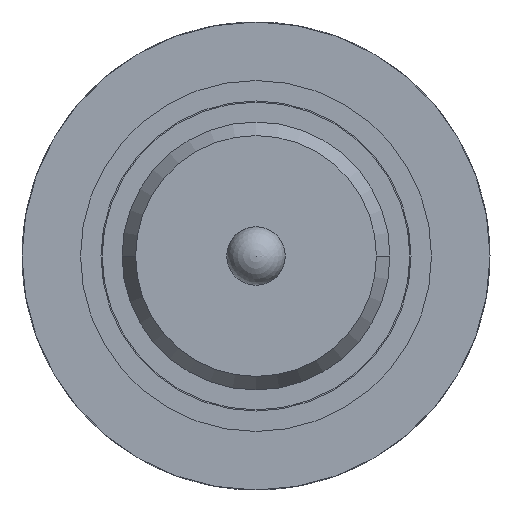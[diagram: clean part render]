
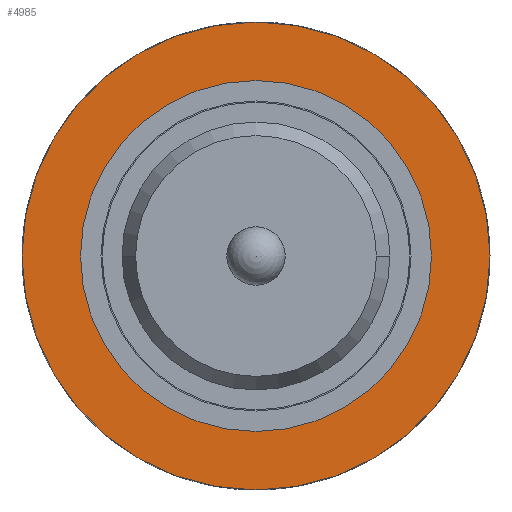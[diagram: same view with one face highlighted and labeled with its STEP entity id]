
A CAD part, front view. The second image highlights one B-rep face of the part: STEP entity #4985.
In plain terms, the highlighted planar face has unit normal (0, -1, 0).
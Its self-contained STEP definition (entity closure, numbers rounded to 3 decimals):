
#13 = DIRECTION ( 'NONE',  ( -1., 0., 0. ) ) ;
#285 = ORIENTED_EDGE ( 'NONE', *, *, #4333, .F. ) ;
#417 = DIRECTION ( 'NONE',  ( -1., 0., 0. ) ) ;
#453 = DIRECTION ( 'NONE',  ( 0., 1., 0. ) ) ;
#589 = FACE_OUTER_BOUND ( 'NONE', #1587, .T. ) ;
#737 = EDGE_CURVE ( 'Defeature ausgef�hrt1_58+Defeature ausgef�hrt1_59+Defeature ausgef�hrt1_59+Defeature ausgef�hrt1_59', #6220, #6155, #5173, .T. ) ;
#835 = DIRECTION ( 'NONE',  ( -1., 0., 0. ) ) ;
#958 = DIRECTION ( 'NONE',  ( 0., 1., 0. ) ) ;
#1060 = ORIENTED_EDGE ( 'NONE', *, *, #737, .T. ) ;
#1518 = AXIS2_PLACEMENT_3D ( 'NONE', #1858, #2287, #417 ) ;
#1561 = CARTESIAN_POINT ( 'NONE',  ( -0.9, 47., 0. ) ) ;
#1582 = VERTEX_POINT ( 'NONE', #3971 ) ;
#1587 = EDGE_LOOP ( 'NONE', ( #4661, #285 ) ) ;
#1858 = CARTESIAN_POINT ( 'NONE',  ( 2., 47., 0. ) ) ;
#2225 = CARTESIAN_POINT ( 'NONE',  ( 0.9, 47., 0. ) ) ;
#2281 = DIRECTION ( 'NONE',  ( 0., 1., 0. ) ) ;
#2287 = DIRECTION ( 'NONE',  ( 0., 1., 0. ) ) ;
#2367 = DIRECTION ( 'NONE',  ( -1., 0., 0. ) ) ;
#2490 = CARTESIAN_POINT ( 'NONE',  ( 2., 47., 0. ) ) ;
#2795 = AXIS2_PLACEMENT_3D ( 'NONE', #5307, #453, #13 ) ;
#3389 = VERTEX_POINT ( 'NONE', #2490 ) ;
#3455 = CIRCLE ( 'NONE', #3962, 2. ) ;
#3606 = ORIENTED_EDGE ( 'NONE', *, *, #4807, .T. ) ;
#3759 = CARTESIAN_POINT ( 'NONE',  ( 0., 47., 0. ) ) ;
#3857 = CARTESIAN_POINT ( 'NONE',  ( 0., 47., 0. ) ) ;
#3958 = EDGE_LOOP ( 'NONE', ( #1060, #3606 ) ) ;
#3962 = AXIS2_PLACEMENT_3D ( 'NONE', #3759, #2281, #835 ) ;
#3971 = CARTESIAN_POINT ( 'NONE',  ( -2., 47., 0. ) ) ;
#4154 = CIRCLE ( 'NONE', #2795, 0.9 ) ;
#4267 = AXIS2_PLACEMENT_3D ( 'NONE', #5739, #4304, #2367 ) ;
#4294 = PLANE ( 'NONE',  #1518 ) ;
#4304 = DIRECTION ( 'NONE',  ( 0., 1., 0. ) ) ;
#4333 = EDGE_CURVE ( 'Defeature ausgef�hrt1_57+Defeature ausgef�hrt1_58+Defeature ausgef�hrt1_58+Defeature ausgef�hrt1_58', #3389, #1582, #4354, .T. ) ;
#4354 = CIRCLE ( 'NONE', #5379, 2. ) ;
#4661 = ORIENTED_EDGE ( 'NONE', *, *, #4722, .F. ) ;
#4722 = EDGE_CURVE ( 'Defeature ausgef�hrt1_57+Defeature ausgef�hrt1_58+Defeature ausgef�hrt1_58+Defeature ausgef�hrt1_58', #1582, #3389, #3455, .T. ) ;
#4807 = EDGE_CURVE ( 'Defeature ausgef�hrt1_58+Defeature ausgef�hrt1_59+Defeature ausgef�hrt1_59+Defeature ausgef�hrt1_59', #6155, #6220, #4154, .T. ) ;
#4849 = DIRECTION ( 'NONE',  ( -1., 0., 0. ) ) ;
#4985 = ADVANCED_FACE ( 'Defeature ausgef�hrt1_58', ( #589, #5953 ), #4294, .F. ) ;
#5173 = CIRCLE ( 'NONE', #4267, 0.9 ) ;
#5307 = CARTESIAN_POINT ( 'NONE',  ( 0., 47., 0. ) ) ;
#5379 = AXIS2_PLACEMENT_3D ( 'NONE', #3857, #958, #4849 ) ;
#5739 = CARTESIAN_POINT ( 'NONE',  ( 0., 47., 0. ) ) ;
#5953 = FACE_BOUND ( 'NONE', #3958, .T. ) ;
#6155 = VERTEX_POINT ( 'NONE', #2225 ) ;
#6220 = VERTEX_POINT ( 'NONE', #1561 ) ;
